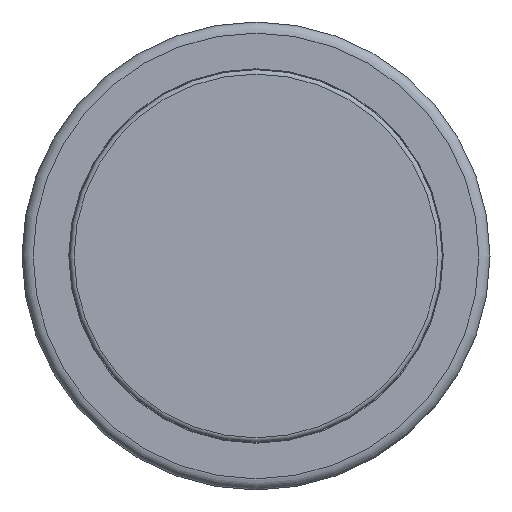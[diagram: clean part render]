
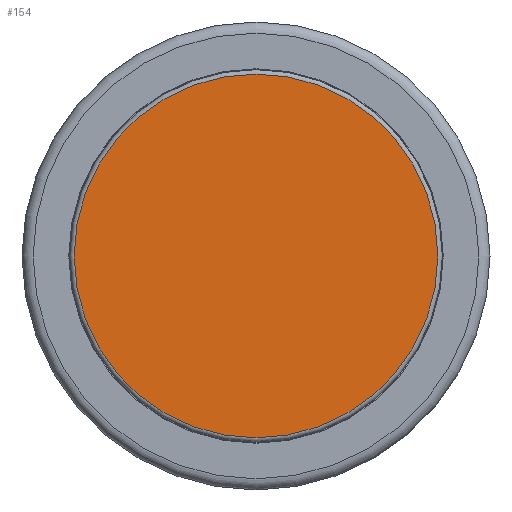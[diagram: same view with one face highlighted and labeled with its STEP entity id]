
A CAD part, top view. The second image highlights one B-rep face of the part: STEP entity #154.
In plain terms, the highlighted planar face has unit normal (0, 0, 1).
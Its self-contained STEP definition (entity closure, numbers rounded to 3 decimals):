
#154 = ADVANCED_FACE( '', ( #349 ), #350, .F. );
#349 = FACE_OUTER_BOUND( '', #585, .T. );
#350 = PLANE( '', #586 );
#585 = EDGE_LOOP( '', ( #939 ) );
#586 = AXIS2_PLACEMENT_3D( '', #940, #941, #942 );
#939 = ORIENTED_EDGE( '', *, *, #1289, .T. );
#940 = CARTESIAN_POINT( '', ( 0., -8.35, 50. ) );
#941 = DIRECTION( '', ( 0., 0., -1. ) );
#942 = DIRECTION( '', ( 1., 0., 0. ) );
#1289 = EDGE_CURVE( '', #1531, #1531, #1532, .F. );
#1531 = VERTEX_POINT( '', #1832 );
#1532 = CIRCLE( '', #1833, 8.15 );
#1832 = CARTESIAN_POINT( '', ( 8.15, 0., 50. ) );
#1833 = AXIS2_PLACEMENT_3D( '', #2106, #2107, #2108 );
#2106 = CARTESIAN_POINT( '', ( 0., 0., 50. ) );
#2107 = DIRECTION( '', ( 0., 0., -1. ) );
#2108 = DIRECTION( '', ( 1., 0., 0. ) );
